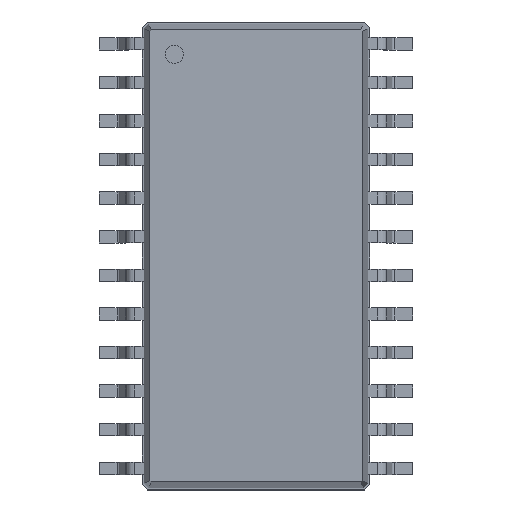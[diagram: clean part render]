
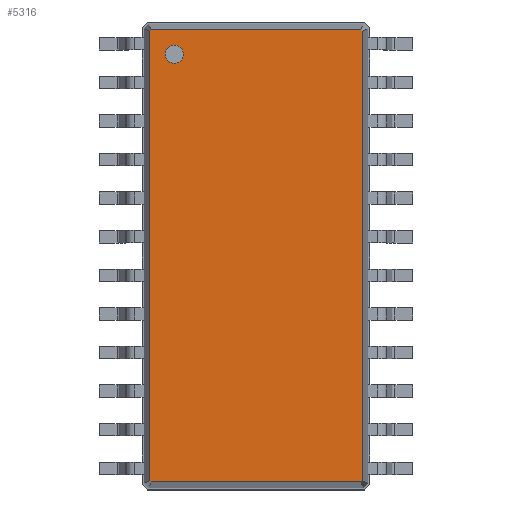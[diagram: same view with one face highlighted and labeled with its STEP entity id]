
A CAD part, top view. The second image highlights one B-rep face of the part: STEP entity #5316.
In plain terms, the highlighted planar face has unit normal (0, 0, 1).
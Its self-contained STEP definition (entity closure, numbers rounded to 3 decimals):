
#13=DIRECTION('',(0.,0.,1.));
#27=VECTOR('',#28,1.);
#28=DIRECTION('',(1.,0.,0.));
#51=VECTOR('',#52,1.);
#52=DIRECTION('',(0.707,-0.707,0.));
#58=VECTOR('',#59,1.);
#59=DIRECTION('',(0.,-1.,0.));
#65=VECTOR('',#66,1.);
#66=DIRECTION('',(-0.707,-0.707,0.));
#72=VECTOR('',#73,1.);
#73=DIRECTION('',(-1.,0.,0.));
#79=VECTOR('',#80,1.);
#80=DIRECTION('',(-0.707,0.707,0.));
#86=VECTOR('',#87,1.);
#87=DIRECTION('',(0.,1.,0.));
#91=VECTOR('',#92,1.);
#92=DIRECTION('',(0.707,0.707,0.));
#1609=VERTEX_POINT('',#1610);
#1610=CARTESIAN_POINT('',(-3.489,7.394,2.75));
#1612=ORIENTED_EDGE('',*,*,#1613,.F.);
#1613=EDGE_CURVE('',#1614,#1609,#1616,.T.);
#1614=VERTEX_POINT('',#1615);
#1615=CARTESIAN_POINT('',(-3.489,-7.394,2.75));
#1616=LINE('',#1615,#86);
#1627=VERTEX_POINT('',#1628);
#1628=CARTESIAN_POINT('',(-3.444,7.439,2.75));
#1630=ORIENTED_EDGE('',*,*,#1631,.F.);
#1631=EDGE_CURVE('',#1609,#1627,#1632,.T.);
#1632=LINE('',#1610,#91);
#1641=VERTEX_POINT('',#1642);
#1642=CARTESIAN_POINT('',(3.444,7.439,2.75));
#1644=ORIENTED_EDGE('',*,*,#1645,.F.);
#1645=EDGE_CURVE('',#1627,#1641,#1646,.T.);
#1646=LINE('',#1628,#27);
#1655=VERTEX_POINT('',#1656);
#1656=CARTESIAN_POINT('',(3.489,7.394,2.75));
#1658=ORIENTED_EDGE('',*,*,#1659,.F.);
#1659=EDGE_CURVE('',#1641,#1655,#1660,.T.);
#1660=LINE('',#1642,#51);
#1765=VERTEX_POINT('',#1766);
#1766=CARTESIAN_POINT('',(3.489,-7.394,2.75));
#1768=ORIENTED_EDGE('',*,*,#1769,.F.);
#1769=EDGE_CURVE('',#1655,#1765,#1770,.T.);
#1770=LINE('',#1656,#58);
#5316=ADVANCED_FACE('',(#5317,#5332),#5342,.T.);
#5317=FACE_BOUND('',#5318,.T.);
#5318=EDGE_LOOP('',(#1644,#1630,#1612,#5319,#5324,#5329,#1768,#1658));
#5319=ORIENTED_EDGE('',*,*,#5320,.F.);
#5320=EDGE_CURVE('',#5321,#1614,#5323,.T.);
#5321=VERTEX_POINT('',#5322);
#5322=CARTESIAN_POINT('',(-3.444,-7.439,2.75));
#5323=LINE('',#5322,#79);
#5324=ORIENTED_EDGE('',*,*,#5325,.F.);
#5325=EDGE_CURVE('',#5326,#5321,#5328,.T.);
#5326=VERTEX_POINT('',#5327);
#5327=CARTESIAN_POINT('',(3.444,-7.439,2.75));
#5328=LINE('',#5327,#72);
#5329=ORIENTED_EDGE('',*,*,#5330,.F.);
#5330=EDGE_CURVE('',#1765,#5326,#5331,.T.);
#5331=LINE('',#1766,#65);
#5332=FACE_BOUND('',#5333,.T.);
#5333=EDGE_LOOP('',(#5334));
#5334=ORIENTED_EDGE('',*,*,#5335,.T.);
#5335=EDGE_CURVE('',#5336,#5336,#5338,.T.);
#5336=VERTEX_POINT('',#5337);
#5337=CARTESIAN_POINT('',(-2.689,6.339,2.75));
#5338=CIRCLE('',#5339,0.3);
#5339=AXIS2_PLACEMENT_3D('',#5340,#5341,#59);
#5340=CARTESIAN_POINT('',(-2.689,6.639,2.75));
#5341=DIRECTION('',(0.,-0.,-1.));
#5342=PLANE('',#5343);
#5343=AXIS2_PLACEMENT_3D('',#1628,#13,#5344);
#5344=DIRECTION('',(0.42,-0.907,0.));
